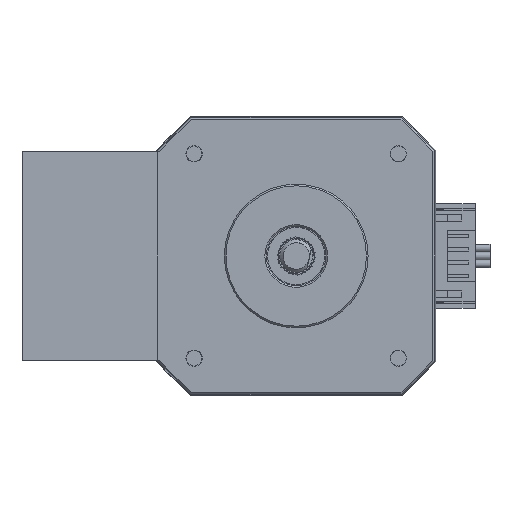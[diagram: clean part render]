
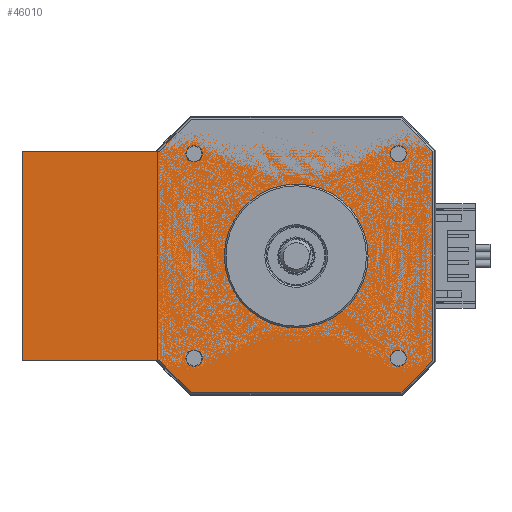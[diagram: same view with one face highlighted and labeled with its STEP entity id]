
A CAD part, front view. The second image highlights one B-rep face of the part: STEP entity #46010.
In plain terms, the highlighted planar face has unit normal (0, -1, 0).
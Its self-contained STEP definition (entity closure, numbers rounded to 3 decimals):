
#809=FACE_BOUND('',#5147,.T.);
#810=FACE_BOUND('',#5148,.T.);
#811=FACE_BOUND('',#5149,.T.);
#812=FACE_BOUND('',#5150,.T.);
#813=FACE_BOUND('',#5151,.T.);
#1238=PLANE('',#49295);
#2515=FACE_OUTER_BOUND('',#5146,.T.);
#5146=EDGE_LOOP('',(#32151,#32152,#32153,#32154,#32155,#32156,#32157,#32158,
#32159,#32160));
#5147=EDGE_LOOP('',(#32161));
#5148=EDGE_LOOP('',(#32162));
#5149=EDGE_LOOP('',(#32163));
#5150=EDGE_LOOP('',(#32164));
#5151=EDGE_LOOP('',(#32165));
#8079=LINE('',#72053,#11943);
#8081=LINE('',#72059,#11945);
#8122=LINE('',#72186,#11986);
#8124=LINE('',#72190,#11988);
#8126=LINE('',#72194,#11990);
#8128=LINE('',#72198,#11992);
#8130=LINE('',#72202,#11994);
#8132=LINE('',#72206,#11996);
#8134=LINE('',#72209,#11998);
#8135=LINE('',#72211,#11999);
#11943=VECTOR('',#56296,10.);
#11945=VECTOR('',#56300,10.);
#11986=VECTOR('',#56417,10.);
#11988=VECTOR('',#56421,10.);
#11990=VECTOR('',#56425,10.);
#11992=VECTOR('',#56429,10.);
#11994=VECTOR('',#56433,10.);
#11996=VECTOR('',#56437,10.);
#11998=VECTOR('',#56441,10.);
#11999=VECTOR('',#56444,10.);
#15561=CIRCLE('',#49276,1.23);
#15562=CIRCLE('',#49278,1.23);
#15563=CIRCLE('',#49280,10.9);
#15567=CIRCLE('',#49285,1.23);
#15568=CIRCLE('',#49287,1.23);
#18808=VERTEX_POINT('',#72046);
#18811=VERTEX_POINT('',#72051);
#18812=VERTEX_POINT('',#72055);
#18814=VERTEX_POINT('',#72058);
#18853=VERTEX_POINT('',#72154);
#18854=VERTEX_POINT('',#72158);
#18856=VERTEX_POINT('',#72164);
#18860=VERTEX_POINT('',#72177);
#18861=VERTEX_POINT('',#72181);
#18862=VERTEX_POINT('',#72185);
#18863=VERTEX_POINT('',#72189);
#18864=VERTEX_POINT('',#72193);
#18865=VERTEX_POINT('',#72197);
#18866=VERTEX_POINT('',#72201);
#18867=VERTEX_POINT('',#72205);
#23899=EDGE_CURVE('',#18808,#18811,#8079,.T.);
#23901=EDGE_CURVE('',#18812,#18814,#8081,.T.);
#23949=EDGE_CURVE('',#18853,#18853,#15561,.T.);
#23951=EDGE_CURVE('',#18854,#18854,#15562,.T.);
#23954=EDGE_CURVE('',#18856,#18856,#15563,.T.);
#23962=EDGE_CURVE('',#18860,#18860,#15567,.T.);
#23964=EDGE_CURVE('',#18861,#18861,#15568,.T.);
#23965=EDGE_CURVE('',#18862,#18808,#8122,.T.);
#23967=EDGE_CURVE('',#18812,#18863,#8124,.T.);
#23969=EDGE_CURVE('',#18863,#18864,#8126,.T.);
#23971=EDGE_CURVE('',#18864,#18865,#8128,.T.);
#23973=EDGE_CURVE('',#18865,#18866,#8130,.T.);
#23975=EDGE_CURVE('',#18866,#18867,#8132,.T.);
#23977=EDGE_CURVE('',#18867,#18862,#8134,.T.);
#23978=EDGE_CURVE('',#18811,#18814,#8135,.T.);
#32151=ORIENTED_EDGE('',*,*,#23977,.T.);
#32152=ORIENTED_EDGE('',*,*,#23965,.T.);
#32153=ORIENTED_EDGE('',*,*,#23899,.T.);
#32154=ORIENTED_EDGE('',*,*,#23978,.T.);
#32155=ORIENTED_EDGE('',*,*,#23901,.F.);
#32156=ORIENTED_EDGE('',*,*,#23967,.T.);
#32157=ORIENTED_EDGE('',*,*,#23969,.T.);
#32158=ORIENTED_EDGE('',*,*,#23971,.T.);
#32159=ORIENTED_EDGE('',*,*,#23973,.T.);
#32160=ORIENTED_EDGE('',*,*,#23975,.T.);
#32161=ORIENTED_EDGE('',*,*,#23964,.T.);
#32162=ORIENTED_EDGE('',*,*,#23962,.T.);
#32163=ORIENTED_EDGE('',*,*,#23954,.T.);
#32164=ORIENTED_EDGE('',*,*,#23951,.T.);
#32165=ORIENTED_EDGE('',*,*,#23949,.T.);
#46010=ADVANCED_FACE('',(#2515,#809,#810,#811,#812,#813),#1238,.T.);
#49276=AXIS2_PLACEMENT_3D('',#72156,#56383,#56384);
#49278=AXIS2_PLACEMENT_3D('',#72160,#56388,#56389);
#49280=AXIS2_PLACEMENT_3D('',#72166,#56394,#56395);
#49285=AXIS2_PLACEMENT_3D('',#72179,#56408,#56409);
#49287=AXIS2_PLACEMENT_3D('',#72183,#56413,#56414);
#49295=AXIS2_PLACEMENT_3D('',#72210,#56442,#56443);
#56296=DIRECTION('',(-1.,0.,0.));
#56300=DIRECTION('',(-1.,0.,0.));
#56383=DIRECTION('center_axis',(0.,1.,0.));
#56384=DIRECTION('ref_axis',(1.,0.,0.));
#56388=DIRECTION('center_axis',(0.,1.,0.));
#56389=DIRECTION('ref_axis',(1.,0.,0.));
#56394=DIRECTION('center_axis',(0.,1.,0.));
#56395=DIRECTION('ref_axis',(1.,0.,0.));
#56408=DIRECTION('center_axis',(0.,1.,0.));
#56409=DIRECTION('ref_axis',(1.,0.,0.));
#56413=DIRECTION('center_axis',(0.,1.,0.));
#56414=DIRECTION('ref_axis',(1.,0.,0.));
#56417=DIRECTION('',(-0.707,0.,-0.707));
#56421=DIRECTION('',(0.707,0.,-0.707));
#56425=DIRECTION('',(1.,0.,0.));
#56429=DIRECTION('',(0.707,0.,0.707));
#56433=DIRECTION('',(0.,0.,1.));
#56437=DIRECTION('',(-0.707,0.,0.707));
#56441=DIRECTION('',(-1.,0.,0.));
#56442=DIRECTION('center_axis',(0.,-1.,0.));
#56443=DIRECTION('ref_axis',(1.,0.,0.));
#56444=DIRECTION('',(0.,0.,-1.));
#72046=CARTESIAN_POINT('',(-0.15,40.15,15.896));
#72051=CARTESIAN_POINT('',(-21.,40.15,15.896));
#72053=CARTESIAN_POINT('',(-0.15,40.15,15.896));
#72055=CARTESIAN_POINT('',(-0.15,40.15,-15.896));
#72058=CARTESIAN_POINT('',(-21.,40.15,-15.896));
#72059=CARTESIAN_POINT('',(-0.15,40.15,-15.896));
#72154=CARTESIAN_POINT('',(3.871,40.15,-15.5));
#72156=CARTESIAN_POINT('Origin',(5.1,40.15,-15.5));
#72158=CARTESIAN_POINT('',(34.871,40.15,-15.5));
#72160=CARTESIAN_POINT('Origin',(36.1,40.15,-15.5));
#72164=CARTESIAN_POINT('',(9.7,40.15,0.));
#72166=CARTESIAN_POINT('Origin',(20.6,40.15,0.));
#72177=CARTESIAN_POINT('',(3.871,40.15,15.5));
#72179=CARTESIAN_POINT('Origin',(5.1,40.15,15.5));
#72181=CARTESIAN_POINT('',(34.871,40.15,15.5));
#72183=CARTESIAN_POINT('Origin',(36.1,40.15,15.5));
#72185=CARTESIAN_POINT('',(4.704,40.15,20.75));
#72186=CARTESIAN_POINT('',(4.704,40.15,20.75));
#72189=CARTESIAN_POINT('',(4.704,40.15,-20.75));
#72190=CARTESIAN_POINT('',(-0.15,40.15,-15.896));
#72193=CARTESIAN_POINT('',(36.496,40.15,-20.75));
#72194=CARTESIAN_POINT('',(4.704,40.15,-20.75));
#72197=CARTESIAN_POINT('',(41.35,40.15,-15.896));
#72198=CARTESIAN_POINT('',(36.496,40.15,-20.75));
#72201=CARTESIAN_POINT('',(41.35,40.15,15.896));
#72202=CARTESIAN_POINT('',(41.35,40.15,-15.896));
#72205=CARTESIAN_POINT('',(36.496,40.15,20.75));
#72206=CARTESIAN_POINT('',(41.35,40.15,15.896));
#72209=CARTESIAN_POINT('',(36.496,40.15,20.75));
#72210=CARTESIAN_POINT('Origin',(20.6,40.15,0.));
#72211=CARTESIAN_POINT('',(-21.,40.15,-7.948));
